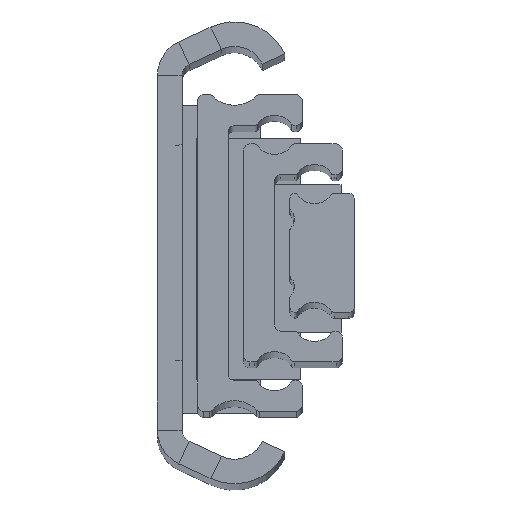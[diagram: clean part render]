
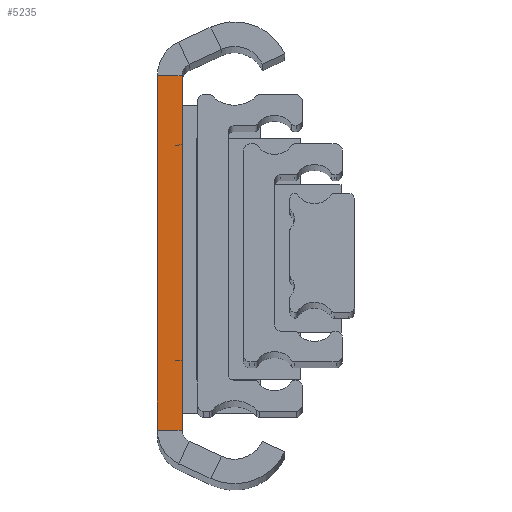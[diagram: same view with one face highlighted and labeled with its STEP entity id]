
A CAD part, top view. The second image highlights one B-rep face of the part: STEP entity #5235.
In plain terms, the highlighted planar face has unit normal (0, 0, 1).
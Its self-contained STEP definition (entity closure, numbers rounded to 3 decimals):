
#428 = VERTEX_POINT ( 'NONE', #5483 ) ;
#533 = EDGE_CURVE ( 'NONE', #5899, #428, #2368, .T. ) ;
#744 = VECTOR ( 'NONE', #5677, 1000. ) ;
#835 = DIRECTION ( 'NONE',  ( 0., 0., -1. ) ) ;
#907 = CARTESIAN_POINT ( 'NONE',  ( 4., -28.779, 0. ) ) ;
#1228 = EDGE_CURVE ( 'NONE', #6578, #428, #4553, .T. ) ;
#1380 = FACE_OUTER_BOUND ( 'NONE', #4442, .T. ) ;
#1423 = DIRECTION ( 'NONE',  ( -1., 0., 0. ) ) ;
#1554 = VERTEX_POINT ( 'NONE', #4997 ) ;
#1683 = EDGE_CURVE ( 'NONE', #1554, #6578, #2517, .T. ) ;
#1865 = CARTESIAN_POINT ( 'NONE',  ( 0., -28.779, 0. ) ) ;
#1932 = ORIENTED_EDGE ( 'NONE', *, *, #3185, .F. ) ;
#1943 = CARTESIAN_POINT ( 'NONE',  ( 0., 28.779, 0. ) ) ;
#2321 = VECTOR ( 'NONE', #1423, 1000. ) ;
#2368 = LINE ( 'NONE', #1865, #4969 ) ;
#2517 = LINE ( 'NONE', #1943, #2321 ) ;
#2881 = ORIENTED_EDGE ( 'NONE', *, *, #533, .F. ) ;
#3092 = PLANE ( 'NONE',  #5057 ) ;
#3127 = LINE ( 'NONE', #4780, #5276 ) ;
#3185 = EDGE_CURVE ( 'NONE', #1554, #5899, #3127, .T. ) ;
#3953 = CARTESIAN_POINT ( 'NONE',  ( 0., 28.779, 0. ) ) ;
#4338 = ORIENTED_EDGE ( 'NONE', *, *, #1228, .T. ) ;
#4442 = EDGE_LOOP ( 'NONE', ( #2881, #1932, #4528, #4338 ) ) ;
#4495 = DIRECTION ( 'NONE',  ( -1., 0., 0. ) ) ;
#4528 = ORIENTED_EDGE ( 'NONE', *, *, #1683, .T. ) ;
#4553 = LINE ( 'NONE', #5145, #744 ) ;
#4780 = CARTESIAN_POINT ( 'NONE',  ( 4., 28.779, 0. ) ) ;
#4969 = VECTOR ( 'NONE', #4495, 1000. ) ;
#4997 = CARTESIAN_POINT ( 'NONE',  ( 4., 28.779, 0. ) ) ;
#5057 = AXIS2_PLACEMENT_3D ( 'NONE', #5299, #835, #5061 ) ;
#5061 = DIRECTION ( 'NONE',  ( 0., -1., 0. ) ) ;
#5145 = CARTESIAN_POINT ( 'NONE',  ( 0., 28.779, 0. ) ) ;
#5235 = ADVANCED_FACE ( 'NONE', ( #1380 ), #3092, .F. ) ;
#5276 = VECTOR ( 'NONE', #6373, 1000. ) ;
#5299 = CARTESIAN_POINT ( 'NONE',  ( 0., 28.779, 0. ) ) ;
#5483 = CARTESIAN_POINT ( 'NONE',  ( 0., -28.779, 0. ) ) ;
#5677 = DIRECTION ( 'NONE',  ( 0., -1., 0. ) ) ;
#5899 = VERTEX_POINT ( 'NONE', #907 ) ;
#6373 = DIRECTION ( 'NONE',  ( 0., -1., 0. ) ) ;
#6578 = VERTEX_POINT ( 'NONE', #3953 ) ;
